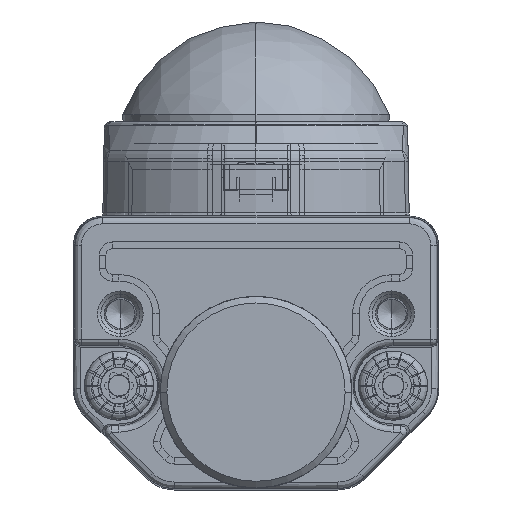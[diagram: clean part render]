
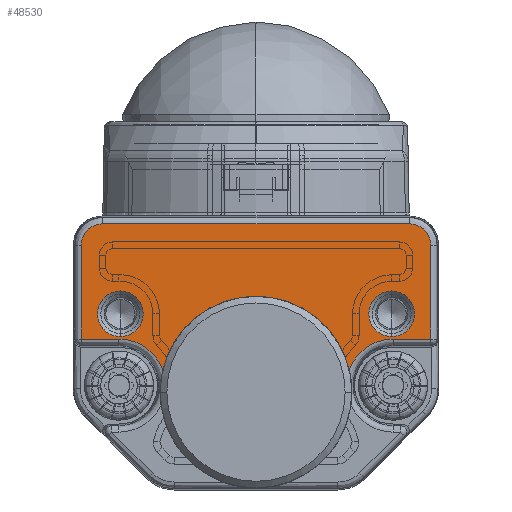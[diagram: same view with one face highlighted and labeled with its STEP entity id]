
A CAD part, left-side view. The second image highlights one B-rep face of the part: STEP entity #48530.
In plain terms, the highlighted face is planar.
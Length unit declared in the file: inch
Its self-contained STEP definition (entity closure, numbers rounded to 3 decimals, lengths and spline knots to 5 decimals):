
#45225=CARTESIAN_POINT('',(13.,8.,10.5));
#45226=DIRECTION('',(-1.,0.,0.));
#45227=DIRECTION('',(0.,1.,0.));
#45228=AXIS2_PLACEMENT_3D('',#45225,#45226,#45227);
#45230=DIRECTION('',(0.,0.,-1.));
#45231=VECTOR('',#45230,2.8909);
#45232=CARTESIAN_POINT('',(13.,11.56353,13.3909));
#45233=LINE('',#45232,#45231);
#45234=DIRECTION('',(0.,-1.,0.));
#45235=VECTOR('',#45234,7.18647);
#45236=CARTESIAN_POINT('',(13.,18.75,13.3909));
#45237=LINE('',#45236,#45235);
#45238=CARTESIAN_POINT('',(13.,18.75,11.75));
#45239=DIRECTION('',(1.,0.,0.));
#45240=DIRECTION('',(0.,1.,0.));
#45241=AXIS2_PLACEMENT_3D('',#45238,#45239,#45240);
#45243=DIRECTION('',(0.,0.,1.));
#45244=VECTOR('',#45243,23.5);
#45245=CARTESIAN_POINT('',(13.,20.3909,-11.75));
#45246=LINE('',#45245,#45244);
#45247=CARTESIAN_POINT('',(13.,18.75,-11.75));
#45248=DIRECTION('',(1.,0.,0.));
#45249=DIRECTION('',(0.,0.,-1.));
#45250=AXIS2_PLACEMENT_3D('',#45247,#45248,#45249);
#45252=DIRECTION('',(0.,1.,0.));
#45253=VECTOR('',#45252,7.18647);
#45254=CARTESIAN_POINT('',(13.,11.56353,-13.3909));
#45255=LINE('',#45254,#45253);
#45256=DIRECTION('',(0.,0.,-1.));
#45257=VECTOR('',#45256,2.8909);
#45258=CARTESIAN_POINT('',(13.,11.56353,-10.5));
#45259=LINE('',#45258,#45257);
#45260=CARTESIAN_POINT('',(13.,8.,-10.5));
#45261=DIRECTION('',(-1.,0.,0.));
#45262=DIRECTION('',(0.,0.34,0.941));
#45263=AXIS2_PLACEMENT_3D('',#45260,#45261,#45262);
#45265=CARTESIAN_POINT('',(13.,7.5,0.));
#45266=DIRECTION('',(1.,0.,0.));
#45267=DIRECTION('',(0.,0.233,-0.973));
#45268=AXIS2_PLACEMENT_3D('',#45265,#45266,#45267);
#45324=CARTESIAN_POINT('',(13.,13.5,-10.3923));
#45325=DIRECTION('',(-1.,0.,0.));
#45326=DIRECTION('',(0.,1.,0.));
#45327=AXIS2_PLACEMENT_3D('',#45324,#45325,#45326);
#45329=CARTESIAN_POINT('',(13.,13.5,-10.3923));
#45330=DIRECTION('',(-1.,0.,0.));
#45331=DIRECTION('',(0.,-1.,0.));
#45332=AXIS2_PLACEMENT_3D('',#45329,#45330,#45331);
#45334=CARTESIAN_POINT('',(13.,13.5,10.3923));
#45335=DIRECTION('',(-1.,0.,0.));
#45336=DIRECTION('',(0.,1.,0.));
#45337=AXIS2_PLACEMENT_3D('',#45334,#45335,#45336);
#45339=CARTESIAN_POINT('',(13.,13.5,10.3923));
#45340=DIRECTION('',(-1.,0.,0.));
#45341=DIRECTION('',(0.,-1.,0.));
#45342=AXIS2_PLACEMENT_3D('',#45339,#45340,#45341);
#45981=CARTESIAN_POINT('',(13.,20.3909,11.75));
#45982=CARTESIAN_POINT('',(13.,18.75,13.3909));
#45983=VERTEX_POINT('',#45981);
#45984=VERTEX_POINT('',#45982);
#45989=CARTESIAN_POINT('',(13.,20.3909,-11.75));
#45990=VERTEX_POINT('',#45989);
#45993=CARTESIAN_POINT('',(13.,18.75,-13.3909));
#45994=VERTEX_POINT('',#45993);
#46029=CARTESIAN_POINT('',(13.,11.56353,10.5));
#46030=CARTESIAN_POINT('',(13.,9.21015,7.14824));
#46031=VERTEX_POINT('',#46029);
#46032=VERTEX_POINT('',#46030);
#46061=CARTESIAN_POINT('',(13.,11.56353,13.3909));
#46062=VERTEX_POINT('',#46061);
#46071=CARTESIAN_POINT('',(13.,9.21015,-7.14824));
#46072=CARTESIAN_POINT('',(13.,11.56353,-10.5));
#46073=VERTEX_POINT('',#46071);
#46074=VERTEX_POINT('',#46072);
#46103=CARTESIAN_POINT('',(13.,11.56353,-13.3909));
#46104=VERTEX_POINT('',#46103);
#46303=CARTESIAN_POINT('',(13.,15.25,-10.3923));
#46304=CARTESIAN_POINT('',(13.,11.75,-10.3923));
#46305=VERTEX_POINT('',#46303);
#46306=VERTEX_POINT('',#46304);
#46307=CARTESIAN_POINT('',(13.,15.25,10.3923));
#46308=CARTESIAN_POINT('',(13.,11.75,10.3923));
#46309=VERTEX_POINT('',#46307);
#46310=VERTEX_POINT('',#46308);
#48491=CARTESIAN_POINT('',(13.,0.,0.));
#48492=DIRECTION('',(1.,0.,0.));
#48493=DIRECTION('',(0.,0.,-1.));
#48494=AXIS2_PLACEMENT_3D('',#48491,#48492,#48493);
#48495=PLANE('',#48494);
#48497=ORIENTED_EDGE('',*,*,#48496,.F.);
#48499=ORIENTED_EDGE('',*,*,#48498,.F.);
#48501=ORIENTED_EDGE('',*,*,#48500,.F.);
#48503=ORIENTED_EDGE('',*,*,#48502,.F.);
#48505=ORIENTED_EDGE('',*,*,#48504,.F.);
#48507=ORIENTED_EDGE('',*,*,#48506,.F.);
#48509=ORIENTED_EDGE('',*,*,#48508,.F.);
#48511=ORIENTED_EDGE('',*,*,#48510,.F.);
#48513=ORIENTED_EDGE('',*,*,#48512,.F.);
#48515=ORIENTED_EDGE('',*,*,#48514,.T.);
#48516=EDGE_LOOP('',(#48497,#48499,#48501,#48503,#48505,#48507,#48509,#48511,
#48513,#48515));
#48517=FACE_OUTER_BOUND('',#48516,.F.);
#48519=ORIENTED_EDGE('',*,*,#48518,.F.);
#48521=ORIENTED_EDGE('',*,*,#48520,.F.);
#48522=EDGE_LOOP('',(#48519,#48521));
#48523=FACE_BOUND('',#48522,.F.);
#48525=ORIENTED_EDGE('',*,*,#48524,.F.);
#48527=ORIENTED_EDGE('',*,*,#48526,.F.);
#48528=EDGE_LOOP('',(#48525,#48527));
#48529=FACE_BOUND('',#48528,.F.);
#48530=ADVANCED_FACE('',(#48517,#48523,#48529),#48495,.T.);
#45229=CIRCLE('',#45228,3.56353);
#45242=CIRCLE('',#45241,1.6409);
#45251=CIRCLE('',#45250,1.6409);
#45264=CIRCLE('',#45263,3.56353);
#45269=CIRCLE('',#45268,7.35);
#45328=CIRCLE('',#45327,1.75);
#45333=CIRCLE('',#45332,1.75);
#45338=CIRCLE('',#45337,1.75);
#45343=CIRCLE('',#45342,1.75);
#48496=EDGE_CURVE('',#46031,#46032,#45229,.T.);
#48498=EDGE_CURVE('',#46062,#46031,#45233,.T.);
#48500=EDGE_CURVE('',#45984,#46062,#45237,.T.);
#48502=EDGE_CURVE('',#45983,#45984,#45242,.T.);
#48504=EDGE_CURVE('',#45990,#45983,#45246,.T.);
#48506=EDGE_CURVE('',#45994,#45990,#45251,.T.);
#48508=EDGE_CURVE('',#46104,#45994,#45255,.T.);
#48510=EDGE_CURVE('',#46074,#46104,#45259,.T.);
#48512=EDGE_CURVE('',#46073,#46074,#45264,.T.);
#48514=EDGE_CURVE('',#46073,#46032,#45269,.T.);
#48518=EDGE_CURVE('',#46305,#46306,#45328,.T.);
#48520=EDGE_CURVE('',#46306,#46305,#45333,.T.);
#48524=EDGE_CURVE('',#46309,#46310,#45338,.T.);
#48526=EDGE_CURVE('',#46310,#46309,#45343,.T.);
